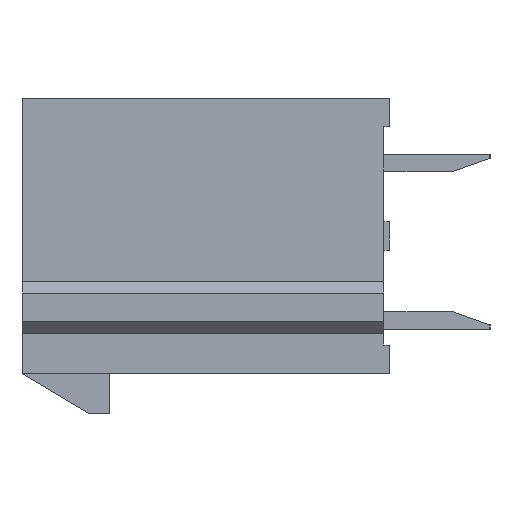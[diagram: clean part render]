
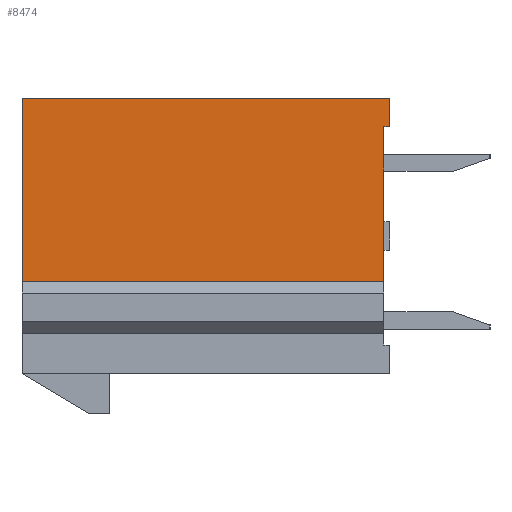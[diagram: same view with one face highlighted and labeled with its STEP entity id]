
A CAD part, left-side view. The second image highlights one B-rep face of the part: STEP entity #8474.
In plain terms, the highlighted planar face has unit normal (-1, 0, 0).
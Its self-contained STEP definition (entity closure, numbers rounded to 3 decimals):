
#1=DIRECTION('',(0.,1.,0.));
#2=VECTOR('',#1,12.6);
#3=CARTESIAN_POINT('',(-23.7,0.2,-1.59));
#4=LINE('',#3,#2);
#5=DIRECTION('',(0.,0.,1.));
#6=VECTOR('',#5,6.39);
#7=CARTESIAN_POINT('',(-23.7,12.8,-1.59));
#8=LINE('',#7,#6);
#9=DIRECTION('',(0.,-1.,0.));
#10=VECTOR('',#9,12.8);
#11=CARTESIAN_POINT('',(-23.7,12.8,4.8));
#12=LINE('',#11,#10);
#13=DIRECTION('',(0.,0.,-1.));
#14=VECTOR('',#13,1.);
#15=CARTESIAN_POINT('',(-23.7,0.,4.8));
#16=LINE('',#15,#14);
#17=DIRECTION('',(0.,1.,0.));
#18=VECTOR('',#17,0.2);
#19=CARTESIAN_POINT('',(-23.7,0.,3.8));
#20=LINE('',#19,#18);
#21=DIRECTION('',(0.,0.,1.));
#22=VECTOR('',#21,5.39);
#23=CARTESIAN_POINT('',(-23.7,0.2,-1.59));
#24=LINE('',#23,#22);
#6347=CARTESIAN_POINT('',(-23.7,12.8,4.8));
#6348=CARTESIAN_POINT('',(-23.7,0.,4.8));
#6349=VERTEX_POINT('',#6347);
#6350=VERTEX_POINT('',#6348);
#6647=CARTESIAN_POINT('',(-23.7,12.8,-1.59));
#6648=VERTEX_POINT('',#6647);
#6661=CARTESIAN_POINT('',(-23.7,0.2,-1.59));
#6662=VERTEX_POINT('',#6661);
#6665=CARTESIAN_POINT('',(-23.7,0.,3.8));
#6666=VERTEX_POINT('',#6665);
#6679=CARTESIAN_POINT('',(-23.7,0.2,3.8));
#6680=VERTEX_POINT('',#6679);
#8455=CARTESIAN_POINT('',(-23.7,0.,0.));
#8456=DIRECTION('',(1.,0.,0.));
#8457=DIRECTION('',(0.,0.,-1.));
#8458=AXIS2_PLACEMENT_3D('',#8455,#8456,#8457);
#8459=PLANE('',#8458);
#8461=ORIENTED_EDGE('',*,*,#8460,.T.);
#8463=ORIENTED_EDGE('',*,*,#8462,.T.);
#8465=ORIENTED_EDGE('',*,*,#8464,.T.);
#8467=ORIENTED_EDGE('',*,*,#8466,.T.);
#8469=ORIENTED_EDGE('',*,*,#8468,.T.);
#8471=ORIENTED_EDGE('',*,*,#8470,.F.);
#8472=EDGE_LOOP('',(#8461,#8463,#8465,#8467,#8469,#8471));
#8473=FACE_OUTER_BOUND('',#8472,.F.);
#8474=ADVANCED_FACE('',(#8473),#8459,.F.);
#8460=EDGE_CURVE('',#6662,#6648,#4,.T.);
#8462=EDGE_CURVE('',#6648,#6349,#8,.T.);
#8464=EDGE_CURVE('',#6349,#6350,#12,.T.);
#8466=EDGE_CURVE('',#6350,#6666,#16,.T.);
#8468=EDGE_CURVE('',#6666,#6680,#20,.T.);
#8470=EDGE_CURVE('',#6662,#6680,#24,.T.);
